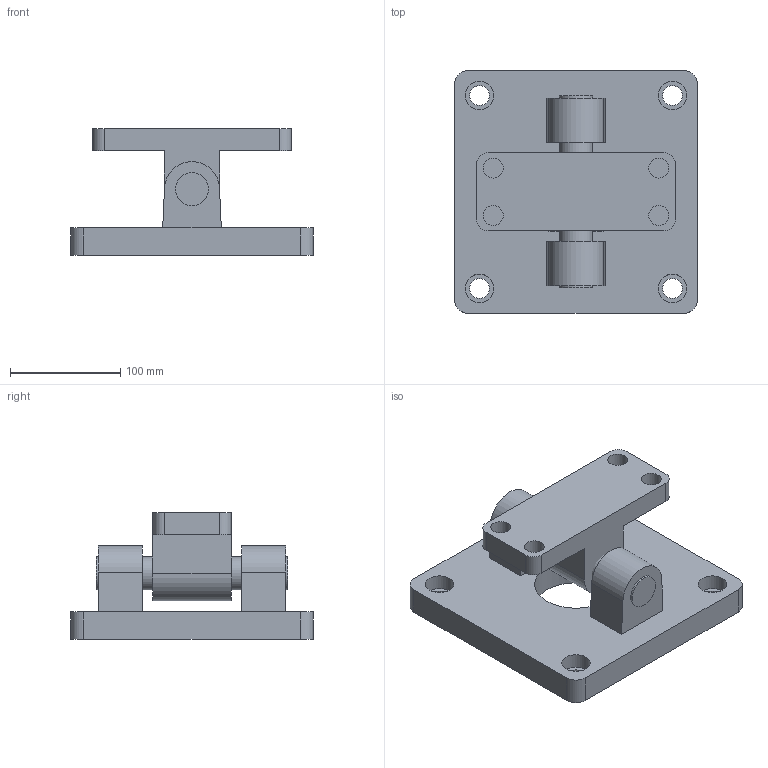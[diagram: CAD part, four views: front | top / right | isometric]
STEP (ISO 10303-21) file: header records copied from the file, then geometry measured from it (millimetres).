
FILE_DESCRIPTION((''),'2;1');
FILE_NAME('1380_200_10F.stp','2006-07-12T12:08:04',('rivolro1'),(''),'Autodesk Inventor 11','Autodesk Inventor 11','');
FILE_SCHEMA(('AUTOMOTIVE_DESIGN { 1 0 10303 214 1 1 1 1 }'));
Length unit declared in the file: millimetre
Products named in the file (3): 1380_200_10F; 1380_200_10F(B); 1380_200_09F
Assembly tree (2 placements, depth 2):
  1380_200_10F
    1380_200_10F(B)
    1380_200_09F
Bounding box: 220 x 220 x 115 mm (x, y, z)
Volume: 1737498.6 mm3; surface area: 200959.7 mm2
Topology: 2 solids, 2 shells, 57 faces, 135 edges, 90 vertices
Faces by surface type: plane 25, cylinder 19, bspline 13
Full cylindrical faces by diameter (mm): 18 x4, 25 x1, 30 x3
Entity records: 1824 total; most frequent: CARTESIAN_POINT 435, DIRECTION 272, ORIENTED_EDGE 236, EDGE_CURVE 118, AXIS2_PLACEMENT_3D 105, EDGE_LOOP 104, VERTEX_POINT 90, VECTOR 62
